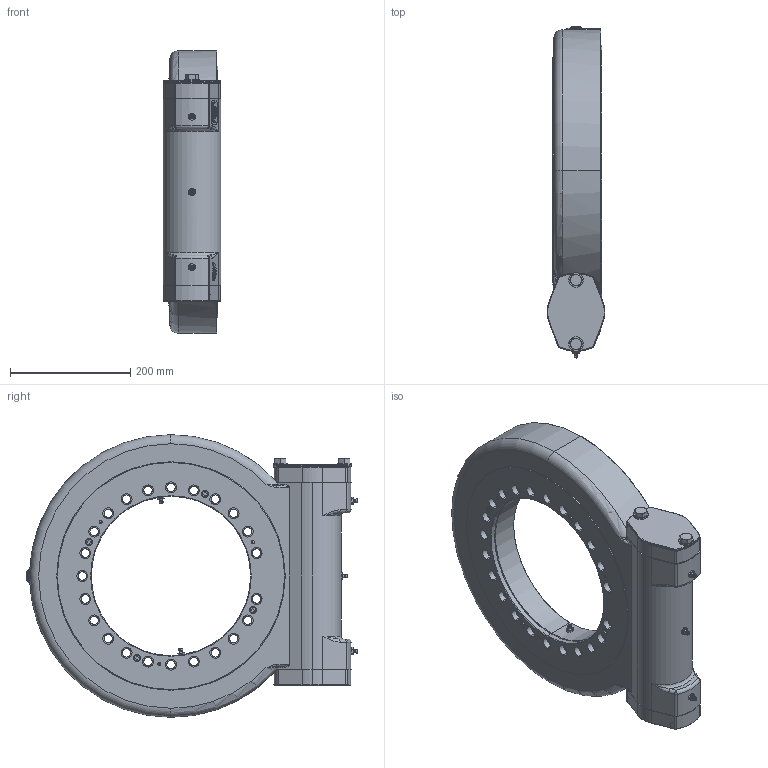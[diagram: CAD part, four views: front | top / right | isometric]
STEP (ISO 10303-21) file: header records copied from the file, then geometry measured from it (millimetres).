
FILE_DESCRIPTION (( 'STEP AP214' ), '1' );
FILE_NAME ('BE435-Z1 - SH.STEP', '2018-10-10T08:06:48', ( '' ), ( '' ), 'SwSTEP 2.0', 'SolidWorks 2016', '' );
FILE_SCHEMA (( 'AUTOMOTIVE_DESIGN' ));
Length unit declared in the file: millimetre
Products named in the file (1): BE435-Z1 - SH
Bounding box: 96 x 552 x 470 mm (x, y, z)
Surface area: 747912.1 mm2 (no closed solid volume)
Topology: 0 solids, 54 shells, 726 faces, 2666 edges, 1954 vertices
Faces by surface type: cylinder 282, plane 223, torus 114, cone 87, bspline 12, sphere 8
Entity records: 40433 total; most frequent: CARTESIAN_POINT 9847, DIRECTION 4754, ORIENTED_EDGE 4111, EDGE_CURVE 2654, VERTEX_POINT 1954, AXIS2_PLACEMENT_3D 1742, VECTOR 1270, LINE 1270
